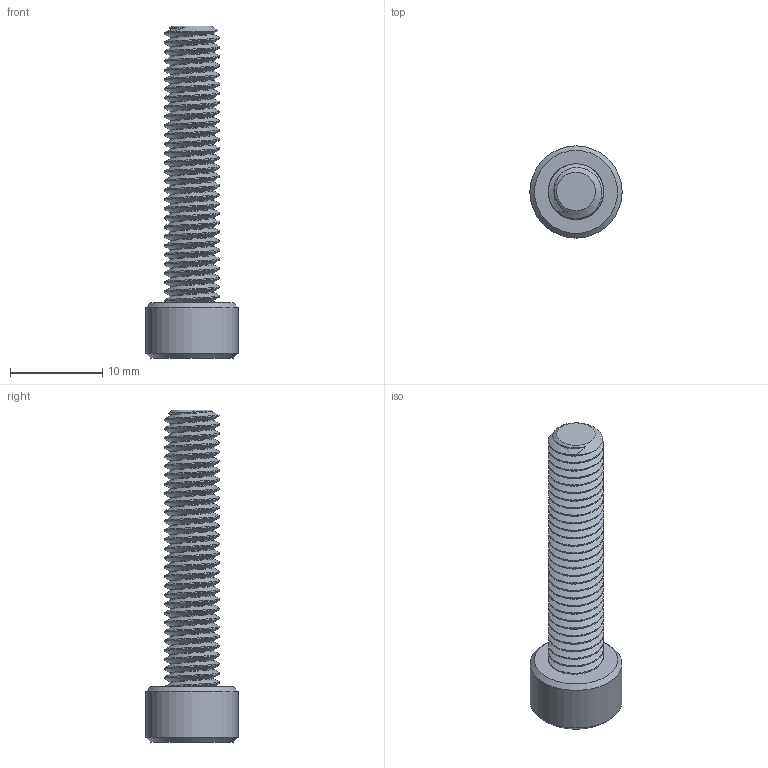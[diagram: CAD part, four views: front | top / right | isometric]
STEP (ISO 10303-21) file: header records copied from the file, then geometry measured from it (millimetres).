
FILE_DESCRIPTION(/* description */ ('STEP AP203'),/* implementation_level */ '2;1');
FILE_NAME(/* name */ 'screws_30mm_m6x1_ext.stp',/* time_stamp */ '2022-12-09T16:51:50+01:00',/* author */ ('Rik Ubaghs'),/* organization */ ('Managed by Terraform'),/* preprocessor_version */ 'ST-DEVELOPER v18.1',/* originating_system */ 'Autodesk Inventor 2021',/* authorisation */ '');
FILE_SCHEMA (('AUTOMOTIVE_DESIGN { 1 0 10303 214 3 1 1 }'));
Length unit declared in the file: millimetre
Products named in the file (1): screws_30mm_m6x1_ext
Bounding box: 10 x 10 x 36 mm (x, y, z)
Volume: 1059.1 mm3; surface area: 1262.1 mm2
Topology: 1 solids, 1 shells, 84 faces, 231 edges, 151 vertices
Faces by surface type: cylinder 63, plane 10, cone 9, bspline 2
Full cylindrical faces by diameter (mm): 4.701 x29, 6 x29, 10 x1
Entity records: 16322 total; most frequent: CARTESIAN_POINT 14409, ORIENTED_EDGE 462, DIRECTION 282, EDGE_CURVE 231, VERTEX_POINT 151, B_SPLINE_CURVE_WITH_KNOTS 129, AXIS2_PLACEMENT_3D 103, EDGE_LOOP 86
